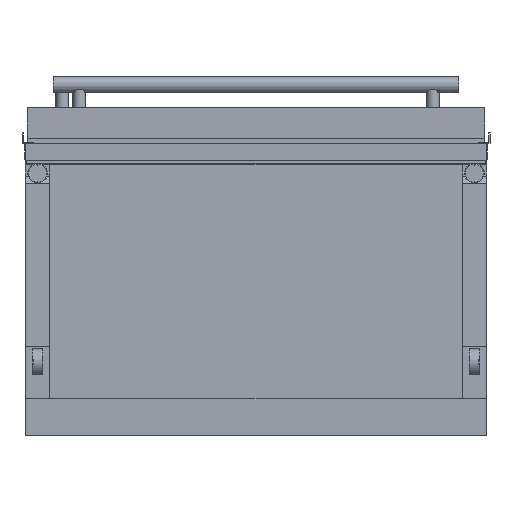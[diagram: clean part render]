
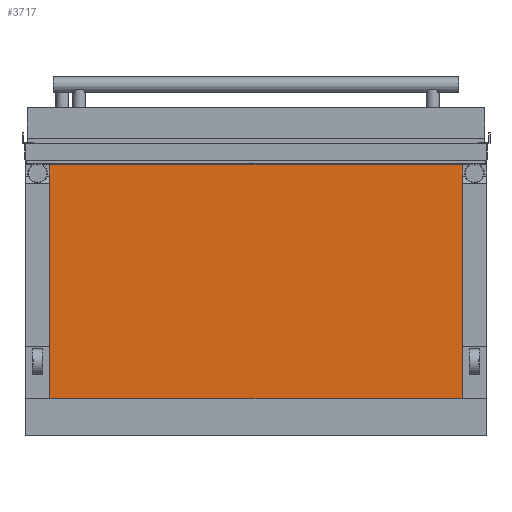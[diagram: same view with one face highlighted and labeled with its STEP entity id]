
A CAD part, front view. The second image highlights one B-rep face of the part: STEP entity #3717.
In plain terms, the highlighted planar face has unit normal (0, -1, 0).
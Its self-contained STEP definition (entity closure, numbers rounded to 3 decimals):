
#32 = EDGE_CURVE ( 'NONE', #9306, #19792, #12509, .T. ) ;
#671 = ORIENTED_EDGE ( 'NONE', *, *, #32, .F. ) ;
#1163 = EDGE_CURVE ( 'NONE', #2537, #11056, #10469, .T. ) ;
#1442 = AXIS2_PLACEMENT_3D ( 'NONE', #4025, #14739, #6942 ) ;
#2537 = VERTEX_POINT ( 'NONE', #13298 ) ;
#2805 = CARTESIAN_POINT ( 'NONE',  ( -443., -928.35, -210.4 ) ) ;
#3717 = ADVANCED_FACE ( 'NONE', ( #19358 ), #11630, .F. ) ;
#4025 = CARTESIAN_POINT ( 'NONE',  ( -396., -928.35, -280. ) ) ;
#4349 = EDGE_CURVE ( 'NONE', #2537, #9306, #18924, .T. ) ;
#4803 = CARTESIAN_POINT ( 'NONE',  ( -396., -928.35, 240. ) ) ;
#6942 = DIRECTION ( 'NONE',  ( 0., 0., 1. ) ) ;
#7065 = CARTESIAN_POINT ( 'NONE',  ( 396., -928.35, -280. ) ) ;
#7816 = CARTESIAN_POINT ( 'NONE',  ( -396., -928.35, 240. ) ) ;
#7990 = LINE ( 'NONE', #7816, #11110 ) ;
#8314 = EDGE_CURVE ( 'NONE', #11056, #19792, #7990, .T. ) ;
#8405 = VECTOR ( 'NONE', #12857, 1000. ) ;
#8717 = DIRECTION ( 'NONE',  ( -1., 0., 0. ) ) ;
#9306 = VERTEX_POINT ( 'NONE', #16677 ) ;
#10469 = LINE ( 'NONE', #7065, #18261 ) ;
#10624 = ORIENTED_EDGE ( 'NONE', *, *, #4349, .F. ) ;
#11056 = VERTEX_POINT ( 'NONE', #11999 ) ;
#11110 = VECTOR ( 'NONE', #15617, 1000. ) ;
#11630 = PLANE ( 'NONE',  #1442 ) ;
#11999 = CARTESIAN_POINT ( 'NONE',  ( 396., -928.35, 240. ) ) ;
#12509 = LINE ( 'NONE', #19119, #8405 ) ;
#12857 = DIRECTION ( 'NONE',  ( 0., 0., 1. ) ) ;
#13298 = CARTESIAN_POINT ( 'NONE',  ( 396., -928.35, -210.4 ) ) ;
#14122 = EDGE_LOOP ( 'NONE', ( #16222, #15936, #671, #10624 ) ) ;
#14739 = DIRECTION ( 'NONE',  ( 0., 1., 0. ) ) ;
#15617 = DIRECTION ( 'NONE',  ( -1., 0., 0. ) ) ;
#15936 = ORIENTED_EDGE ( 'NONE', *, *, #8314, .T. ) ;
#16222 = ORIENTED_EDGE ( 'NONE', *, *, #1163, .T. ) ;
#16301 = DIRECTION ( 'NONE',  ( 0., 0., 1. ) ) ;
#16677 = CARTESIAN_POINT ( 'NONE',  ( -396., -928.35, -210.4 ) ) ;
#17977 = VECTOR ( 'NONE', #8717, 1000. ) ;
#18261 = VECTOR ( 'NONE', #16301, 1000. ) ;
#18924 = LINE ( 'NONE', #2805, #17977 ) ;
#19119 = CARTESIAN_POINT ( 'NONE',  ( -396., -928.35, -280. ) ) ;
#19358 = FACE_OUTER_BOUND ( 'NONE', #14122, .T. ) ;
#19792 = VERTEX_POINT ( 'NONE', #4803 ) ;
